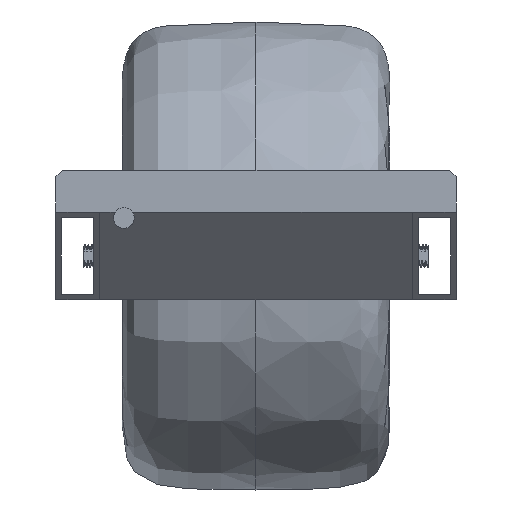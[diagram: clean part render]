
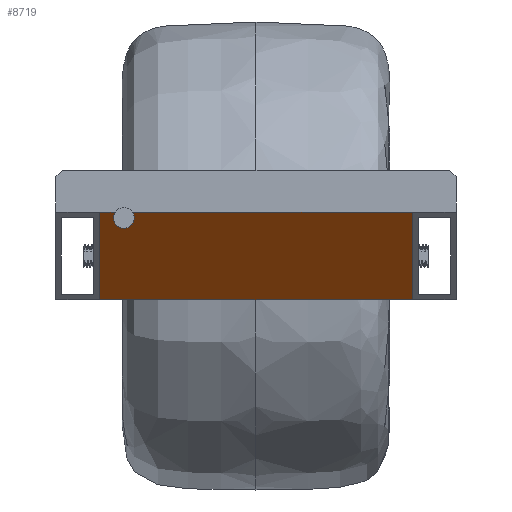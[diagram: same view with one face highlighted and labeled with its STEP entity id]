
A CAD part, left-side view. The second image highlights one B-rep face of the part: STEP entity #8719.
In plain terms, the highlighted planar face has unit normal (-0.707, 0, -0.707).
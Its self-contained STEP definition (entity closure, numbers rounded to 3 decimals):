
#28=ELLIPSE('',#9211,8.485,6.);
#29=ELLIPSE('',#9213,8.485,6.);
#723=PLANE('',#9215);
#1045=FACE_OUTER_BOUND('',#1570,.T.);
#1570=EDGE_LOOP('',(#6863,#6864,#6865,#6866,#6867,#6868,#6869));
#2305=LINE('',#17439,#2887);
#2306=LINE('',#17441,#2888);
#2307=LINE('',#17443,#2889);
#2308=LINE('',#17445,#2890);
#2309=LINE('',#17446,#2891);
#2887=VECTOR('',#10413,10.);
#2888=VECTOR('',#10414,10.);
#2889=VECTOR('',#10415,10.);
#2890=VECTOR('',#10416,10.);
#2891=VECTOR('',#10417,10.);
#4020=VERTEX_POINT('',#17420);
#4021=VERTEX_POINT('',#17422);
#4022=VERTEX_POINT('',#17424);
#4027=VERTEX_POINT('',#17438);
#4028=VERTEX_POINT('',#17440);
#4029=VERTEX_POINT('',#17442);
#4030=VERTEX_POINT('',#17444);
#5042=EDGE_CURVE('',#4021,#4020,#28,.T.);
#5044=EDGE_CURVE('',#4020,#4022,#29,.T.);
#5050=EDGE_CURVE('',#4022,#4027,#2305,.T.);
#5051=EDGE_CURVE('',#4028,#4027,#2306,.T.);
#5052=EDGE_CURVE('',#4029,#4028,#2307,.T.);
#5053=EDGE_CURVE('',#4030,#4029,#2308,.T.);
#5054=EDGE_CURVE('',#4030,#4021,#2309,.T.);
#6863=ORIENTED_EDGE('',*,*,#5042,.T.);
#6864=ORIENTED_EDGE('',*,*,#5044,.T.);
#6865=ORIENTED_EDGE('',*,*,#5050,.T.);
#6866=ORIENTED_EDGE('',*,*,#5051,.F.);
#6867=ORIENTED_EDGE('',*,*,#5052,.F.);
#6868=ORIENTED_EDGE('',*,*,#5053,.F.);
#6869=ORIENTED_EDGE('',*,*,#5054,.T.);
#8719=ADVANCED_FACE('',(#1045),#723,.F.);
#9211=AXIS2_PLACEMENT_3D('',#17423,#10398,#10399);
#9213=AXIS2_PLACEMENT_3D('',#17426,#10402,#10403);
#9215=AXIS2_PLACEMENT_3D('',#17437,#10411,#10412);
#10398=DIRECTION('center_axis',(0.707,0.,0.707));
#10399=DIRECTION('ref_axis',(0.707,0.,-0.707));
#10402=DIRECTION('center_axis',(0.707,0.,0.707));
#10403=DIRECTION('ref_axis',(0.707,0.,-0.707));
#10411=DIRECTION('center_axis',(0.707,0.,0.707));
#10412=DIRECTION('ref_axis',(0.707,0.,-0.707));
#10413=DIRECTION('',(0.,1.,0.));
#10414=DIRECTION('',(-0.707,0.,0.707));
#10415=DIRECTION('',(0.,1.,0.));
#10416=DIRECTION('',(0.707,0.,-0.707));
#10417=DIRECTION('',(0.,1.,0.));
#17420=CARTESIAN_POINT('',(-428.486,70.5,22.086));
#17422=CARTESIAN_POINT('',(-431.8,71.498,25.4));
#17423=CARTESIAN_POINT('Origin',(-428.486,76.5,22.086));
#17424=CARTESIAN_POINT('',(-431.8,81.502,25.4));
#17426=CARTESIAN_POINT('Origin',(-428.486,76.5,22.086));
#17437=CARTESIAN_POINT('Origin',(-431.8,-90.488,25.4));
#17438=CARTESIAN_POINT('',(-431.8,90.488,25.4));
#17439=CARTESIAN_POINT('',(-431.8,-115.888,25.4));
#17440=CARTESIAN_POINT('',(-381.,90.488,-25.4));
#17441=CARTESIAN_POINT('',(-431.8,90.488,25.4));
#17442=CARTESIAN_POINT('',(-381.,-90.488,-25.4));
#17443=CARTESIAN_POINT('',(-381.,-45.244,-25.4));
#17444=CARTESIAN_POINT('',(-431.8,-90.488,25.4));
#17445=CARTESIAN_POINT('',(-360.205,-90.488,-46.195));
#17446=CARTESIAN_POINT('',(-431.8,-115.888,25.4));
